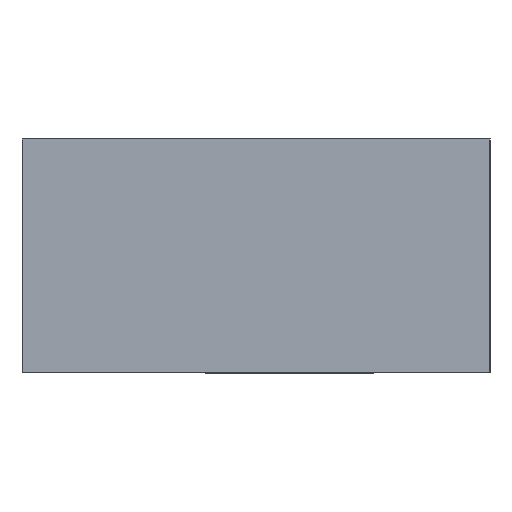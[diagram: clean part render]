
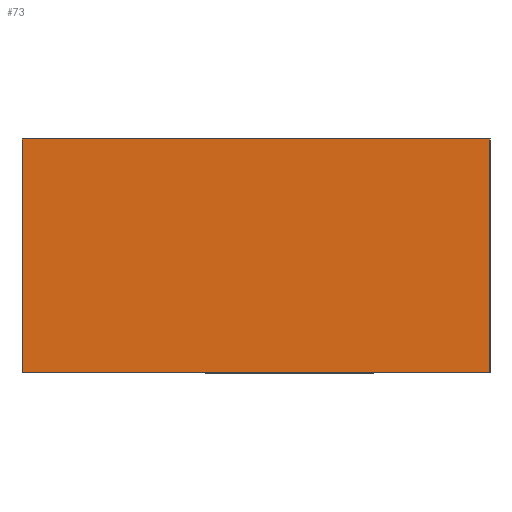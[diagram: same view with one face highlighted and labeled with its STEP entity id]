
A CAD part, left-side view. The second image highlights one B-rep face of the part: STEP entity #73.
In plain terms, the highlighted planar face has unit normal (-1, 0, 0).
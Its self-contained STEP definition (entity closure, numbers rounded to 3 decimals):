
#32 = AXIS2_PLACEMENT_3D ( 'NONE', #194, #181, #180 ) ;
#37 = EDGE_CURVE ( 'NONE', #157, #189, #461, .T. ) ;
#49 = EDGE_CURVE ( 'NONE', #191, #157, #387, .T. ) ;
#50 = EDGE_CURVE ( 'NONE', #271, #189, #398, .T. ) ;
#51 = EDGE_CURVE ( 'NONE', #191, #271, #392, .T. ) ;
#73 = ADVANCED_FACE ( 'NONE', ( #365 ), #187, .F. ) ;
#83 = CARTESIAN_POINT ( 'NONE',  ( 0., 0., -25.4 ) ) ;
#93 = CARTESIAN_POINT ( 'NONE',  ( 0., 50.8, -25.4 ) ) ;
#95 = CARTESIAN_POINT ( 'NONE',  ( 0., 0., 0. ) ) ;
#105 = CARTESIAN_POINT ( 'NONE',  ( 0., 50.8, 0. ) ) ;
#157 = VERTEX_POINT ( 'NONE', #105 ) ;
#180 = DIRECTION ( 'NONE',  ( 0., 0., -1. ) ) ;
#181 = DIRECTION ( 'NONE',  ( 1., 0., 0. ) ) ;
#187 = PLANE ( 'NONE',  #32 ) ;
#189 = VERTEX_POINT ( 'NONE', #95 ) ;
#191 = VERTEX_POINT ( 'NONE', #93 ) ;
#194 = CARTESIAN_POINT ( 'NONE',  ( 0., 50.8, 0. ) ) ;
#224 = DIRECTION ( 'NONE',  ( 0., -1., 0. ) ) ;
#226 = DIRECTION ( 'NONE',  ( 0., 0., 1. ) ) ;
#227 = CARTESIAN_POINT ( 'NONE',  ( 0., 50.8, -25.4 ) ) ;
#228 = DIRECTION ( 'NONE',  ( 0., 0., 1. ) ) ;
#229 = CARTESIAN_POINT ( 'NONE',  ( 0., 50.8, 0. ) ) ;
#231 = CARTESIAN_POINT ( 'NONE',  ( 0., 0., 0. ) ) ;
#252 = DIRECTION ( 'NONE',  ( 0., -1., 0. ) ) ;
#255 = CARTESIAN_POINT ( 'NONE',  ( 0., 50.8, 0. ) ) ;
#271 = VERTEX_POINT ( 'NONE', #83 ) ;
#365 = FACE_OUTER_BOUND ( 'NONE', #515, .T. ) ;
#383 = VECTOR ( 'NONE', #224, 1000. ) ;
#385 = VECTOR ( 'NONE', #226, 1000. ) ;
#386 = VECTOR ( 'NONE', #228, 1000. ) ;
#387 = LINE ( 'NONE', #229, #386 ) ;
#392 = LINE ( 'NONE', #227, #383 ) ;
#398 = LINE ( 'NONE', #231, #385 ) ;
#411 = VECTOR ( 'NONE', #252, 1000. ) ;
#461 = LINE ( 'NONE', #255, #411 ) ;
#480 = ORIENTED_EDGE ( 'NONE', *, *, #50, .T. ) ;
#482 = ORIENTED_EDGE ( 'NONE', *, *, #37, .F. ) ;
#483 = ORIENTED_EDGE ( 'NONE', *, *, #49, .F. ) ;
#484 = ORIENTED_EDGE ( 'NONE', *, *, #51, .T. ) ;
#515 = EDGE_LOOP ( 'NONE', ( #480, #482, #483, #484 ) ) ;
